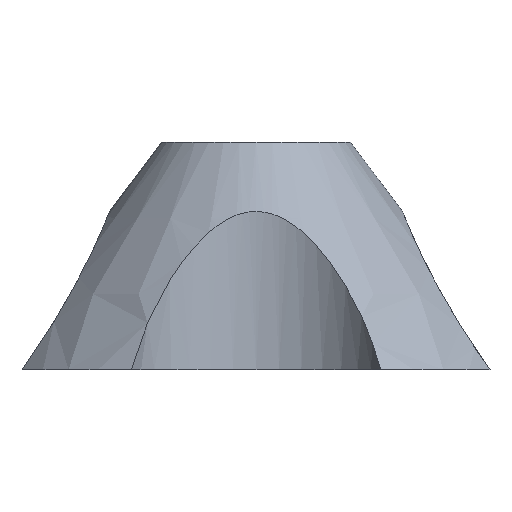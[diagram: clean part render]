
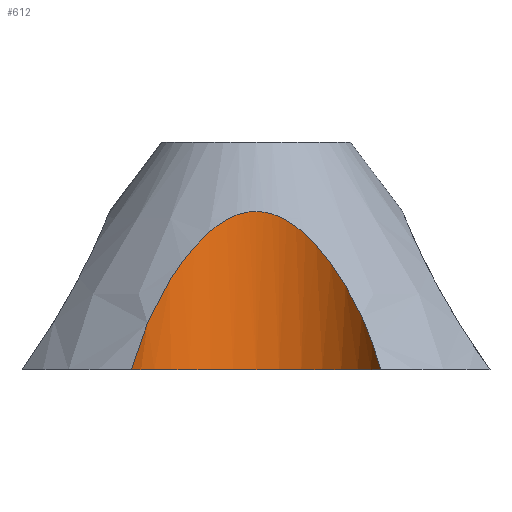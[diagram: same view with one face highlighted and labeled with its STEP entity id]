
A CAD part, left-side view. The second image highlights one B-rep face of the part: STEP entity #612.
In plain terms, the highlighted cylindrical face has radius 17.5 mm (diameter 35 mm), a partial arc.
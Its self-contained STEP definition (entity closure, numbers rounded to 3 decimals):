
#72=CYLINDRICAL_SURFACE('',#703,17.5);
#86=FACE_OUTER_BOUND('',#126,.T.);
#126=EDGE_LOOP('',(#442,#443,#444));
#200=CIRCLE('',#698,17.5);
#257=B_SPLINE_CURVE_WITH_KNOTS('',3,(#1204,#1205,#1206,#1207,#1208,#1209,
#1210,#1211,#1212,#1213,#1214,#1215,#1216,#1217),.UNSPECIFIED.,.F.,.F.,
(4,2,2,2,2,2,4),(1.327,1.742,2.57,3.397,
3.828,4.043,4.258),.UNSPECIFIED.);
#258=B_SPLINE_CURVE_WITH_KNOTS('',3,(#1224,#1225,#1226,#1227,#1228,#1229,
#1230,#1231,#1232,#1233,#1234,#1235,#1236,#1237),.UNSPECIFIED.,.F.,.F.,
(4,2,2,2,2,2,4),(4.258,4.473,4.689,5.119,
5.947,6.774,7.189),.UNSPECIFIED.);
#264=VERTEX_POINT('',#1201);
#265=VERTEX_POINT('',#1203);
#268=VERTEX_POINT('',#1223);
#338=EDGE_CURVE('',#265,#264,#257,.F.);
#342=EDGE_CURVE('',#268,#265,#258,.F.);
#348=EDGE_CURVE('',#268,#264,#200,.T.);
#442=ORIENTED_EDGE('',*,*,#348,.F.);
#443=ORIENTED_EDGE('',*,*,#342,.T.);
#444=ORIENTED_EDGE('',*,*,#338,.T.);
#612=ADVANCED_FACE('',(#86),#72,.F.);
#698=AXIS2_PLACEMENT_3D('',#1374,#821,#822);
#703=AXIS2_PLACEMENT_3D('',#1381,#831,#832);
#821=DIRECTION('center_axis',(0.,0.,1.));
#822=DIRECTION('ref_axis',(1.,0.,0.));
#831=DIRECTION('center_axis',(0.,0.,1.));
#832=DIRECTION('ref_axis',(1.,0.,0.));
#1201=CARTESIAN_POINT('',(-30.89,16.457,0.));
#1203=CARTESIAN_POINT('',(-19.342,0.,20.877));
#1204=CARTESIAN_POINT('Ctrl Pts',(-30.89,16.457,0.));
#1205=CARTESIAN_POINT('Ctrl Pts',(-30.052,16.154,1.176));
#1206=CARTESIAN_POINT('Ctrl Pts',(-29.26,15.794,2.332));
#1207=CARTESIAN_POINT('Ctrl Pts',(-27.073,14.614,5.646));
#1208=CARTESIAN_POINT('Ctrl Pts',(-25.6,13.54,8.062));
#1209=CARTESIAN_POINT('Ctrl Pts',(-23.001,10.869,12.757));
#1210=CARTESIAN_POINT('Ctrl Pts',(-21.873,9.285,15.042));
#1211=CARTESIAN_POINT('Ctrl Pts',(-20.569,6.521,17.913));
#1212=CARTESIAN_POINT('Ctrl Pts',(-20.14,5.384,18.916));
#1213=CARTESIAN_POINT('Ctrl Pts',(-19.679,3.48,20.033));
#1214=CARTESIAN_POINT('Ctrl Pts',(-19.555,2.811,20.34));
#1215=CARTESIAN_POINT('Ctrl Pts',(-19.387,1.43,20.763));
#1216=CARTESIAN_POINT('Ctrl Pts',(-19.342,0.717,20.877));
#1217=CARTESIAN_POINT('Ctrl Pts',(-19.342,0.,20.877));
#1223=CARTESIAN_POINT('',(-30.89,-16.457,0.));
#1224=CARTESIAN_POINT('Ctrl Pts',(-19.342,0.,20.877));
#1225=CARTESIAN_POINT('Ctrl Pts',(-19.342,-0.717,20.877));
#1226=CARTESIAN_POINT('Ctrl Pts',(-19.387,-1.43,20.763));
#1227=CARTESIAN_POINT('Ctrl Pts',(-19.555,-2.811,20.34));
#1228=CARTESIAN_POINT('Ctrl Pts',(-19.679,-3.48,20.033));
#1229=CARTESIAN_POINT('Ctrl Pts',(-20.14,-5.384,18.916));
#1230=CARTESIAN_POINT('Ctrl Pts',(-20.569,-6.521,17.913));
#1231=CARTESIAN_POINT('Ctrl Pts',(-21.873,-9.285,15.042));
#1232=CARTESIAN_POINT('Ctrl Pts',(-23.001,-10.869,12.757));
#1233=CARTESIAN_POINT('Ctrl Pts',(-25.6,-13.54,8.062));
#1234=CARTESIAN_POINT('Ctrl Pts',(-27.073,-14.614,5.646));
#1235=CARTESIAN_POINT('Ctrl Pts',(-29.26,-15.794,2.332));
#1236=CARTESIAN_POINT('Ctrl Pts',(-30.052,-16.154,1.176));
#1237=CARTESIAN_POINT('Ctrl Pts',(-30.89,-16.457,0.));
#1374=CARTESIAN_POINT('Origin',(-36.842,0.,0.));
#1381=CARTESIAN_POINT('Origin',(-36.842,0.,-35.));
